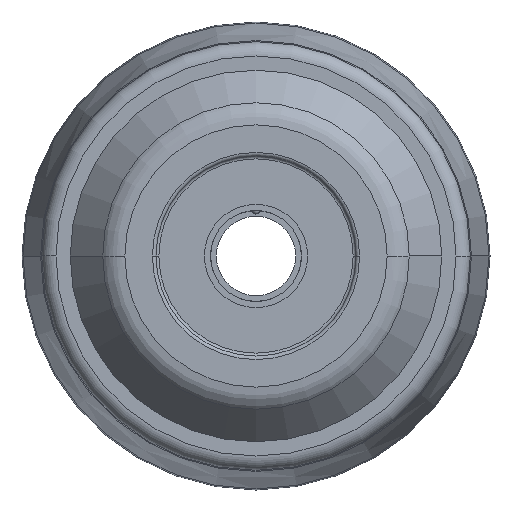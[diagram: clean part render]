
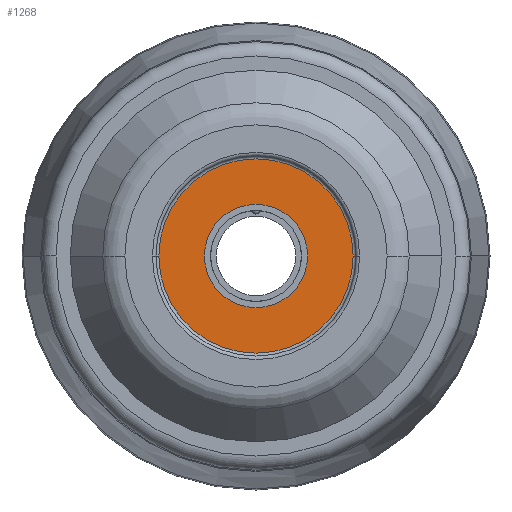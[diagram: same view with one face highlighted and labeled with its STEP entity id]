
A CAD part, left-side view. The second image highlights one B-rep face of the part: STEP entity #1268.
In plain terms, the highlighted planar face has unit normal (-1, 0, 0).
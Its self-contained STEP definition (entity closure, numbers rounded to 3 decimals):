
#27 = AXIS2_PLACEMENT_3D ( 'NONE', #1333, #418, #977 ) ;
#38 = ORIENTED_EDGE ( 'NONE', *, *, #987, .F. ) ;
#68 = AXIS2_PLACEMENT_3D ( 'NONE', #1605, #540, #2295 ) ;
#137 = ORIENTED_EDGE ( 'NONE', *, *, #557, .F. ) ;
#160 = FACE_OUTER_BOUND ( 'NONE', #1893, .T. ) ;
#177 = DIRECTION ( 'NONE',  ( 0., -1., 0. ) ) ;
#211 = CIRCLE ( 'NONE', #1072, 6.85 ) ;
#362 = CARTESIAN_POINT ( 'NONE',  ( -48.2, -13.6, 0. ) ) ;
#363 = CIRCLE ( 'NONE', #1943, 13.6 ) ;
#393 = CIRCLE ( 'NONE', #27, 6.85 ) ;
#418 = DIRECTION ( 'NONE',  ( 1., 0., 0. ) ) ;
#435 = DIRECTION ( 'NONE',  ( 1., 0., 0. ) ) ;
#441 = DIRECTION ( 'NONE',  ( 0., 1., 0. ) ) ;
#540 = DIRECTION ( 'NONE',  ( -1., 0., 0. ) ) ;
#557 = EDGE_CURVE ( 'NONE', #1931, #701, #2261, .T. ) ;
#639 = DIRECTION ( 'NONE',  ( 0., 1., 0. ) ) ;
#701 = VERTEX_POINT ( 'NONE', #1934 ) ;
#841 = ORIENTED_EDGE ( 'NONE', *, *, #2263, .T. ) ;
#888 = PLANE ( 'NONE',  #68 ) ;
#977 = DIRECTION ( 'NONE',  ( 0., -1., 0. ) ) ;
#987 = EDGE_CURVE ( 'NONE', #701, #1931, #363, .T. ) ;
#999 = CARTESIAN_POINT ( 'NONE',  ( -48.2, -6.85, 0. ) ) ;
#1008 = CARTESIAN_POINT ( 'NONE',  ( -48.2, 0., 0. ) ) ;
#1032 = VERTEX_POINT ( 'NONE', #999 ) ;
#1072 = AXIS2_PLACEMENT_3D ( 'NONE', #1572, #2114, #177 ) ;
#1228 = VERTEX_POINT ( 'NONE', #1445 ) ;
#1240 = FACE_BOUND ( 'NONE', #1339, .T. ) ;
#1268 = ADVANCED_FACE ( 'NONE', ( #1240, #160 ), #888, .T. ) ;
#1333 = CARTESIAN_POINT ( 'NONE',  ( -48.2, 0., 0. ) ) ;
#1339 = EDGE_LOOP ( 'NONE', ( #1768, #841 ) ) ;
#1445 = CARTESIAN_POINT ( 'NONE',  ( -48.2, 6.85, 0. ) ) ;
#1572 = CARTESIAN_POINT ( 'NONE',  ( -48.2, 0., 0. ) ) ;
#1605 = CARTESIAN_POINT ( 'NONE',  ( -48.2, 13.6, 0. ) ) ;
#1758 = AXIS2_PLACEMENT_3D ( 'NONE', #1008, #435, #639 ) ;
#1768 = ORIENTED_EDGE ( 'NONE', *, *, #2006, .T. ) ;
#1893 = EDGE_LOOP ( 'NONE', ( #38, #137 ) ) ;
#1931 = VERTEX_POINT ( 'NONE', #362 ) ;
#1934 = CARTESIAN_POINT ( 'NONE',  ( -48.2, 13.6, 0. ) ) ;
#1943 = AXIS2_PLACEMENT_3D ( 'NONE', #2220, #2048, #441 ) ;
#2006 = EDGE_CURVE ( 'NONE', #1032, #1228, #393, .T. ) ;
#2048 = DIRECTION ( 'NONE',  ( 1., 0., 0. ) ) ;
#2114 = DIRECTION ( 'NONE',  ( 1., 0., 0. ) ) ;
#2220 = CARTESIAN_POINT ( 'NONE',  ( -48.2, 0., 0. ) ) ;
#2261 = CIRCLE ( 'NONE', #1758, 13.6 ) ;
#2263 = EDGE_CURVE ( 'NONE', #1228, #1032, #211, .T. ) ;
#2295 = DIRECTION ( 'NONE',  ( 0., -1., 0. ) ) ;
